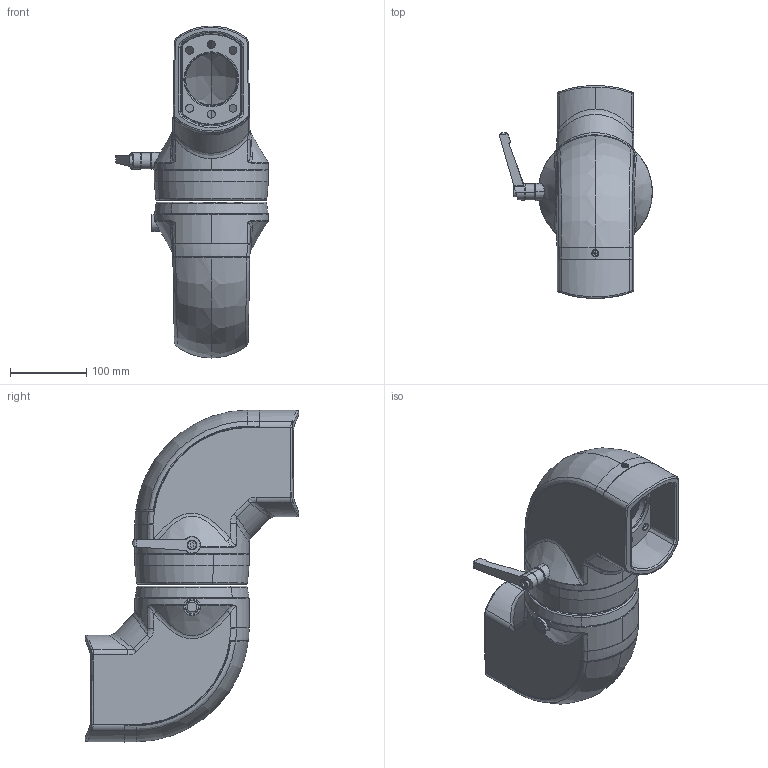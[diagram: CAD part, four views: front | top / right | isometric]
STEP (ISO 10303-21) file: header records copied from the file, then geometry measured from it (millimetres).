
FILE_DESCRIPTION (( 'STEP AP214' ), '1' );
FILE_NAME ('49626701_r.STEP', '2023-06-06T07:54:21', ( 'Ifina' ), ( 'Ifina' ), 'SwSTEP 2.0', 'SolidWorks 2020', '' );
FILE_SCHEMA (( 'AUTOMOTIVE_DESIGN' ));
Length unit declared in the file: millimetre
Products named in the file (1): 49626701_r
Bounding box: 200.69 x 279.99 x 436.02 mm (x, y, z)
Surface area: 375493.8 mm2 (no closed solid volume)
Topology: 0 solids, 26 shells, 391 faces, 1357 edges, 970 vertices
Faces by surface type: bspline 172, cylinder 81, plane 57, cone 50, torus 31
Entity records: 39683 total; most frequent: CARTESIAN_POINT 25538, ORIENTED_EDGE 2141, DIRECTION 1579, EDGE_CURVE 1351, VERTEX_POINT 970, AXIS2_PLACEMENT_3D 638, B_SPLINE_CURVE_WITH_KNOTS 543, EDGE_LOOP 452
